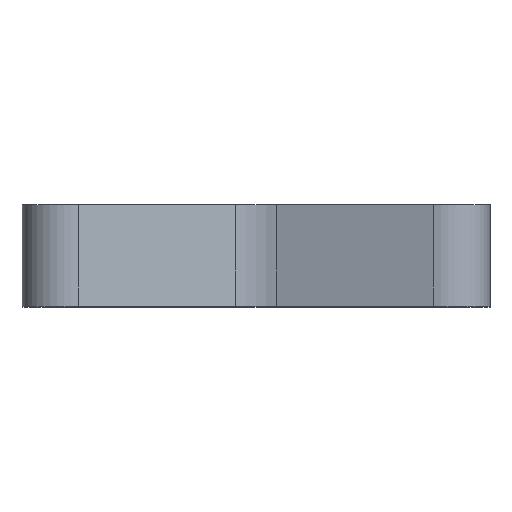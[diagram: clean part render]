
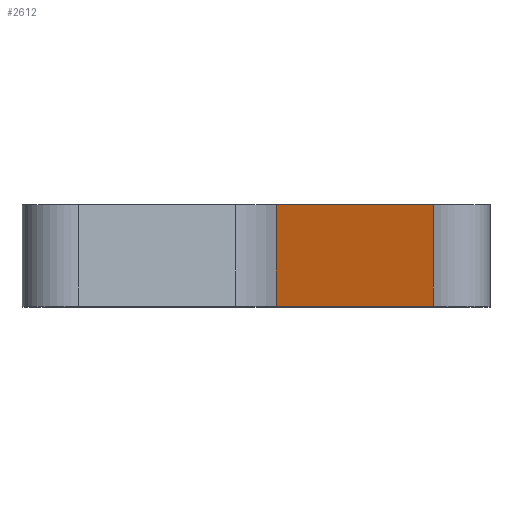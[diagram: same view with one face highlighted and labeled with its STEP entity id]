
A CAD part, top view. The second image highlights one B-rep face of the part: STEP entity #2612.
In plain terms, the highlighted planar face has unit normal (-0.309, 0, 0.951).
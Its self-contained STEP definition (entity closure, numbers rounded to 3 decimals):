
#113=PLANE('',#2850);
#240=FACE_OUTER_BOUND('',#404,.T.);
#404=EDGE_LOOP('',(#2313,#2314,#2315,#2316));
#450=LINE('',#3686,#731);
#672=LINE('',#4283,#953);
#676=LINE('',#4297,#957);
#678=LINE('',#4300,#959);
#731=VECTOR('',#2932,10.);
#953=VECTOR('',#3498,10.);
#957=VECTOR('',#3514,10.);
#959=VECTOR('',#3518,10.);
#1110=VERTEX_POINT('',#3683);
#1111=VERTEX_POINT('',#3685);
#1313=VERTEX_POINT('',#4280);
#1314=VERTEX_POINT('',#4282);
#1362=EDGE_CURVE('',#1110,#1111,#450,.T.);
#1655=EDGE_CURVE('',#1313,#1314,#672,.T.);
#1663=EDGE_CURVE('',#1314,#1110,#676,.T.);
#1665=EDGE_CURVE('',#1111,#1313,#678,.T.);
#2313=ORIENTED_EDGE('',*,*,#1663,.F.);
#2314=ORIENTED_EDGE('',*,*,#1655,.F.);
#2315=ORIENTED_EDGE('',*,*,#1665,.F.);
#2316=ORIENTED_EDGE('',*,*,#1362,.F.);
#2612=ADVANCED_FACE('',(#240),#113,.T.);
#2850=AXIS2_PLACEMENT_3D('',#4299,#3516,#3517);
#2932=DIRECTION('',(0.951,0.,0.309));
#3498=DIRECTION('',(-0.951,0.,-0.309));
#3514=DIRECTION('',(0.,1.,0.));
#3516=DIRECTION('center_axis',(-0.309,0.,0.951));
#3517=DIRECTION('ref_axis',(0.951,0.,0.309));
#3518=DIRECTION('',(0.,-1.,0.));
#3683=CARTESIAN_POINT('',(2.781,-46.556,71.959));
#3685=CARTESIAN_POINT('',(24.646,-46.556,79.064));
#3686=CARTESIAN_POINT('',(2.781,-46.556,71.959));
#4280=CARTESIAN_POINT('',(24.646,-60.656,79.064));
#4282=CARTESIAN_POINT('',(2.781,-60.656,71.959));
#4283=CARTESIAN_POINT('',(32.5,-60.656,81.616));
#4297=CARTESIAN_POINT('',(2.781,-60.656,71.959));
#4299=CARTESIAN_POINT('Origin',(0.,-60.656,
71.056));
#4300=CARTESIAN_POINT('',(24.646,-60.656,79.064));
